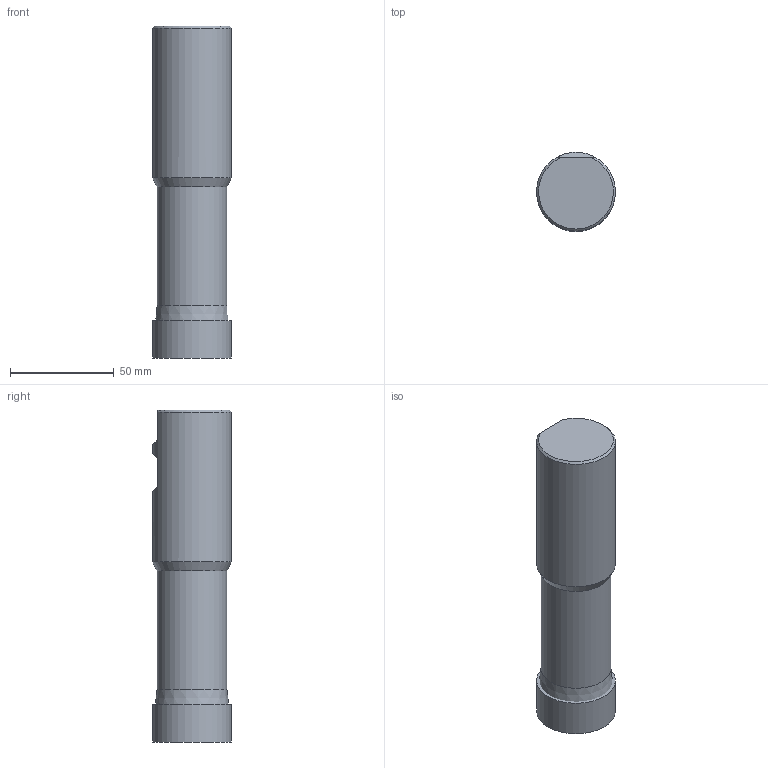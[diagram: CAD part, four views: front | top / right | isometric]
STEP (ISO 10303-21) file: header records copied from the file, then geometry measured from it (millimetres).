
FILE_DESCRIPTION(/* description */ ('3-D model version:1'),/* implementation_level */ '2;1');
FILE_NAME(/* name */ 'RA790-038M38S2-22M',/* time_stamp */ '2015-10-15T10:18:08+02:00',/* author */ ('InteractiveCad'),/* organization */ ('AB Sandvik Coromant'),/* preprocessor_version */ 'ST-DEVELOPER v15',/* originating_system */ 'SIEMENS PLM Software NX 8.5',/* authorisation */ '');
FILE_SCHEMA (('AP203_CONFIGURATION_CONTROLLED_3D_DESIGN_OF_MECHANICAL_PARTS_AND_ASSEMBLIES_MIM_LF { 1 0 10303 403 2 1 2}'));
Length unit declared in the file: millimetre
Products named in the file (1): RA790_038M38S2_22M_SIM
Bounding box: 38.1 x 38.1 x 160.2 mm (x, y, z)
Volume: 178656.5 mm3; surface area: 24684.2 mm2
Topology: 2 solids, 2 shells, 26 faces, 56 edges, 35 vertices
Faces by surface type: plane 10, cylinder 7, cone 6, torus 3
Full cylindrical faces by diameter (mm): 6.1 x1, 33.716 x1, 38.1 x2
Entity records: 769 total; most frequent: CARTESIAN_POINT 175, DIRECTION 105, ORIENTED_EDGE 78, AXIS2_PLACEMENT_3D 47, EDGE_LOOP 42, EDGE_CURVE 39, FACE_BOUND 31, VERTEX_POINT 31
